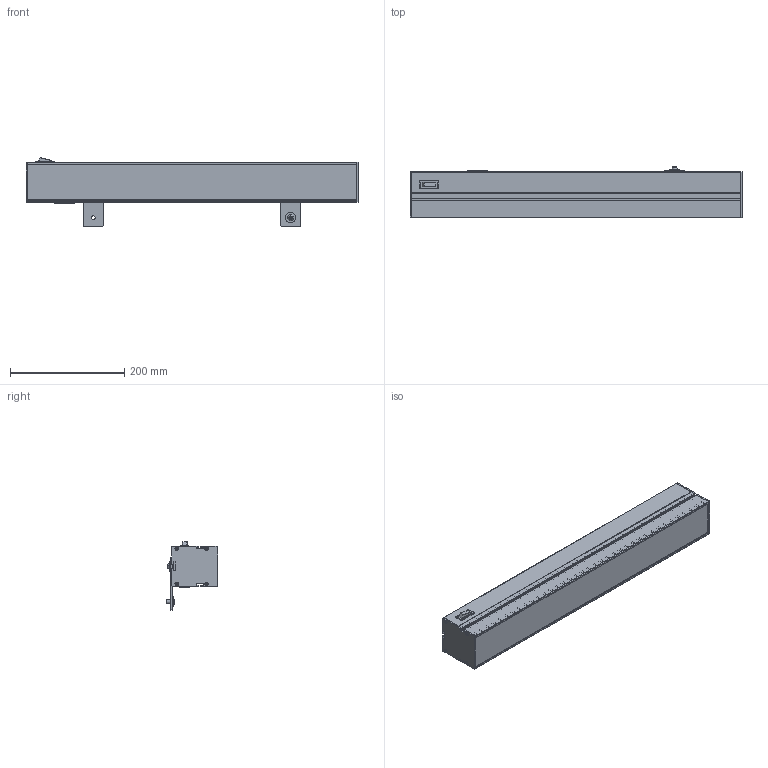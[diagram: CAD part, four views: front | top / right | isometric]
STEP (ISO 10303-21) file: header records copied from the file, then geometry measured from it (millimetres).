
FILE_DESCRIPTION(/* description */ ('KriTec LED Arbeitsplatzleuchte 600 BASIC'),/* implementation_level */ '2;1');
FILE_NAME(/* name */ '22060 KriTec LED Arbeitsplatzleuchte 600 BASIC.stp',/* time_stamp */ '2019-09-19T16:03:30+02:00',/* author */ ('Nell'),/* organization */ (''),/* preprocessor_version */ 'ST-DEVELOPER v17',/* originating_system */ 'Autodesk Inventor 2018',/* authorisation */ '');
FILE_SCHEMA (('AUTOMOTIVE_DESIGN { 1 0 10303 214 3 1 1 }'));
Products named in the file (21): 22060; Bauteil112; Bauteil113; Bauteil_199010; Bauteil_13210; Bauteil_13210_1; Bauteil_13210_2; Bauteil118; Bauteil_13210_3; Bauteil_13210_4; Bauteil_13210_5; Bauteil_13210_6; Bauteil123; Bauteil_13210_7; Bauteil125; Befestigungslasche LED BASIC; Bauteil_74259662; Bauteil_74259667; Bauteil_74259706; Bauteil_74259711; Bauteil_148539159
Assembly tree (21 placements, depth 2):
  22060
    Bauteil112
    Bauteil113
    Bauteil_199010
    Bauteil_13210
    Bauteil_13210_1
    Bauteil_13210_2
    Bauteil118
    Bauteil_13210_3
    Bauteil_13210_4
    Bauteil_13210_5
    Bauteil_13210_6
    Bauteil123
    Bauteil_13210_7
    Bauteil125
    Befestigungslasche LED BASIC  x2
    Bauteil_74259662
    Bauteil_74259667
    Bauteil_74259706
    Bauteil_74259711
    Bauteil_148539159
Bounding box: 581.5 x 90.4 x 120.35 mm (x, y, z)
Volume: 2787732.1 mm3; surface area: 401164.2 mm2
Topology: 21 solids, 21 shells, 592 faces, 1666 edges, 1114 vertices
Faces by surface type: plane 288, cylinder 207, cone 52, torus 32, sphere 11, bspline 2
Full cylindrical faces by diameter (mm): 2 x3, 2.5 x4, 3.2 x8, 5.5 x8, 6 x3, 6.4 x4, 6.5 x2, 7.6 x3, 18 x2
Entity records: 20066 total; most frequent: CARTESIAN_POINT 3991, DIRECTION 3313, ORIENTED_EDGE 3242, EDGE_CURVE 1621, AXIS2_PLACEMENT_3D 1214, VERTEX_POINT 1092, LINE 885, VECTOR 885
